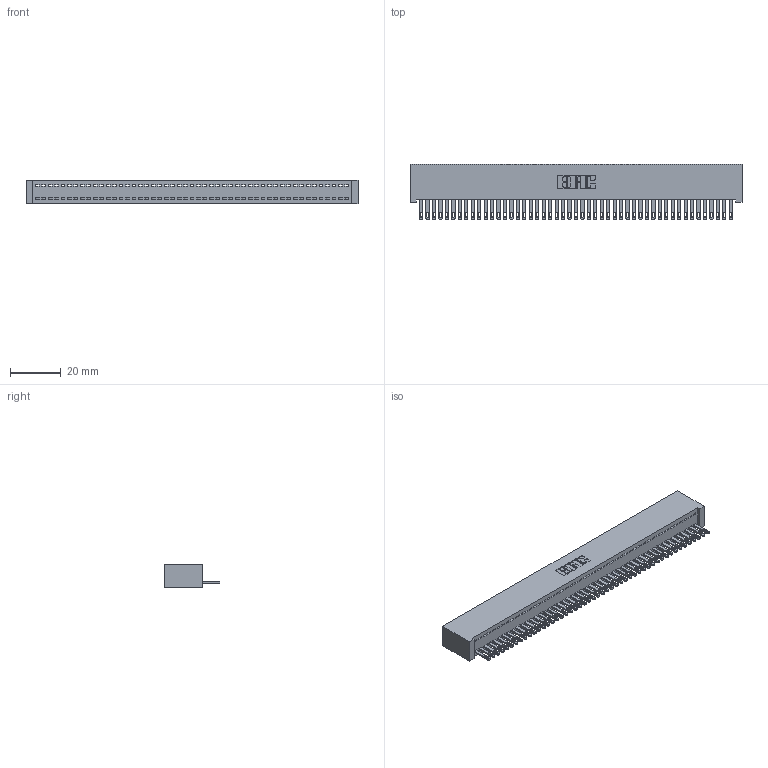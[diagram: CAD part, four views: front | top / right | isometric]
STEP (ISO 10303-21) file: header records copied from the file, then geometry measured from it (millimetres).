
FILE_DESCRIPTION (( 'STEP AP203' ), '1' );
FILE_NAME ('342-049-500-101.STEP', '2018-08-12T18:38:02', ( '' ), ( '' ), 'SwSTEP 2.0', 'SolidWorks 2016', '' );
FILE_SCHEMA (( 'CONFIG_CONTROL_DESIGN' ));
Length unit declared in the file: inch
Products named in the file (3): 342 Part_Lugless; 345-292-001_345-293-100; 342-049-500-101
Assembly tree (50 placements, depth 2):
  342-049-500-101
    342 Part_Lugless
    345-292-001_345-293-100  x49
Bounding box: 130.71 x 21.85 x 9.4 mm (x, y, z)
Volume: 11925.6 mm3; surface area: 18062.7 mm2
Topology: 50 solids, 50 shells, 2748 faces, 8507 edges, 5670 vertices
Faces by surface type: plane 1826, cylinder 922
Entity records: 28571 total; most frequent: CARTESIAN_POINT 4933, ORIENTED_EDGE 4918, DIRECTION 4141, EDGE_CURVE 2459, LINE 2335, VECTOR 2335, VERTEX_POINT 1638, AXIS2_PLACEMENT_3D 903
